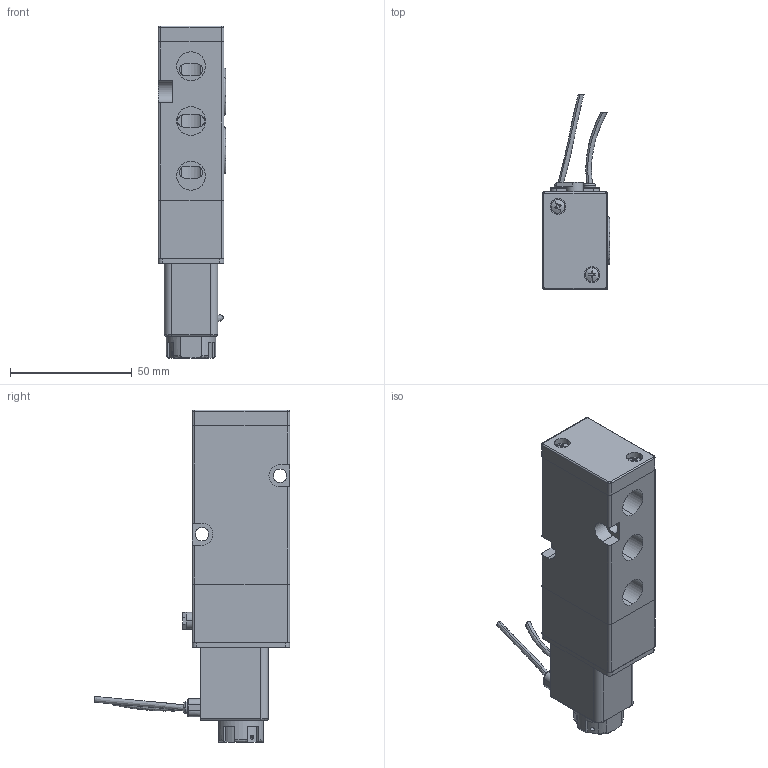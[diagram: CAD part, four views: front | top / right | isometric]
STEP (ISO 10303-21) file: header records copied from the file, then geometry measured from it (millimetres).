
FILE_DESCRIPTION (( 'STEP AP203' ), '1' );
FILE_NAME ('4V310-08B-G.STEP', '2017-12-05T17:54:46', ( '' ), ( '' ), 'SwSTEP 2.0', 'SolidWorks 2016', '' );
FILE_SCHEMA (( 'CONFIG_CONTROL_DESIGN' ));
Length unit declared in the file: millimetre
Products named in the file (1): 4V310-08B-G
Bounding box: 27.8 x 80.21 x 136.3 mm (x, y, z)
Volume: 108002.9 mm3; surface area: 37552.8 mm2
Topology: 19 solids, 19 shells, 430 faces, 1097 edges, 722 vertices
Faces by surface type: plane 183, cylinder 179, bspline 42, cone 26
Entity records: 17588 total; most frequent: CARTESIAN_POINT 7338, ORIENTED_EDGE 2194, DIRECTION 2018, EDGE_CURVE 1097, AXIS2_PLACEMENT_3D 771, VERTEX_POINT 722, EDGE_LOOP 491, LINE 476
